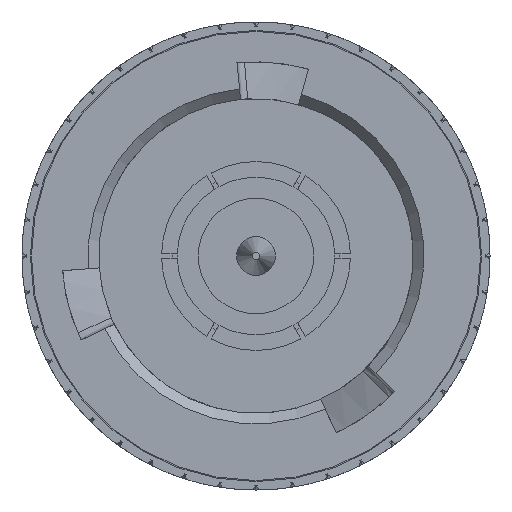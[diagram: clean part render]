
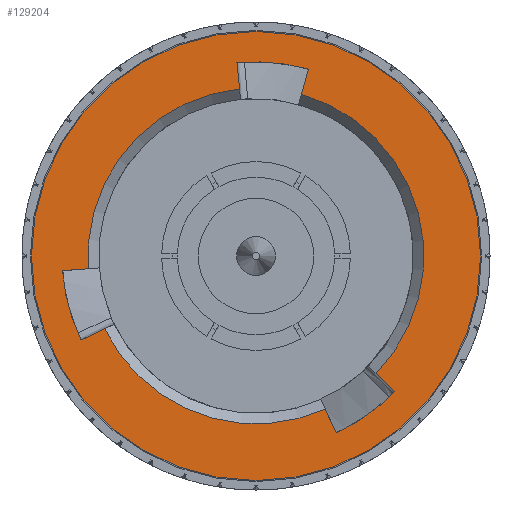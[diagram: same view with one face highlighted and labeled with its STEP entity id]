
A CAD part, left-side view. The second image highlights one B-rep face of the part: STEP entity #129204.
In plain terms, the highlighted planar face has unit normal (-1, 0, 0).
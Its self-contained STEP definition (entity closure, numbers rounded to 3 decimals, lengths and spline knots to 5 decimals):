
#73 = CARTESIAN_POINT ( 'NONE',  ( 0., 0., 0. ) ) ;
#2941 = EDGE_CURVE ( 'NONE', #79899, #63893, #60104, .T. ) ;
#4330 = EDGE_CURVE ( 'NONE', #52753, #52753, #72068, .T. ) ;
#4875 = CARTESIAN_POINT ( 'NONE',  ( 0., 0., 0. ) ) ;
#5191 = AXIS2_PLACEMENT_3D ( 'NONE', #100559, #135873, #86986 ) ;
#6582 = CARTESIAN_POINT ( 'NONE',  ( 0., -0.06594, -0.14578 ) ) ;
#7354 = VERTEX_POINT ( 'NONE', #100633 ) ;
#8158 = ORIENTED_EDGE ( 'NONE', *, *, #87129, .F. ) ;
#8985 = EDGE_CURVE ( 'NONE', #152523, #119482, #121291, .T. ) ;
#10271 = EDGE_CURVE ( 'NONE', #70275, #79899, #45654, .T. ) ;
#11421 = CARTESIAN_POINT ( 'NONE',  ( 0., 0., 0. ) ) ;
#11462 = CARTESIAN_POINT ( 'NONE',  ( 0., 0.0157, 0.15923 ) ) ;
#12870 = DIRECTION ( 'NONE',  ( -1., 0., 0. ) ) ;
#13007 = DIRECTION ( 'NONE',  ( 1., 0., 0. ) ) ;
#13246 = VERTEX_POINT ( 'NONE', #113430 ) ;
#13439 = ORIENTED_EDGE ( 'NONE', *, *, #61696, .F. ) ;
#13659 = CARTESIAN_POINT ( 'NONE',  ( 0., 0., 0. ) ) ;
#17460 = AXIS2_PLACEMENT_3D ( 'NONE', #11421, #13007, #135593 ) ;
#17485 = ORIENTED_EDGE ( 'NONE', *, *, #109280, .F. ) ;
#20202 = CARTESIAN_POINT ( 'NONE',  ( 0., -0.04994, 0.17813 ) ) ;
#20257 = AXIS2_PLACEMENT_3D ( 'NONE', #48442, #47649, #145373 ) ;
#20274 = ORIENTED_EDGE ( 'NONE', *, *, #35764, .F. ) ;
#21213 = CARTESIAN_POINT ( 'NONE',  ( 0., 0.20109, -0.07319 ) ) ;
#23626 = ORIENTED_EDGE ( 'NONE', *, *, #140787, .T. ) ;
#26741 = EDGE_CURVE ( 'NONE', #154139, #137335, #117533, .T. ) ;
#32774 = CARTESIAN_POINT ( 'NONE',  ( 0., 0.18447, -0.014 ) ) ;
#33055 = LINE ( 'NONE', #128435, #65481 ) ;
#34907 = CARTESIAN_POINT ( 'NONE',  ( 0., -0.13225, -0.12937 ) ) ;
#35764 = EDGE_CURVE ( 'NONE', #118080, #13246, #59597, .T. ) ;
#36013 = VECTOR ( 'NONE', #127988, 39.37008 ) ;
#36294 = ORIENTED_EDGE ( 'NONE', *, *, #8985, .T. ) ;
#37122 = ORIENTED_EDGE ( 'NONE', *, *, #26741, .F. ) ;
#43347 = VECTOR ( 'NONE', #154028, 39.37008 ) ;
#44784 = CARTESIAN_POINT ( 'NONE',  ( 0., -0.11438, -0.11188 ) ) ;
#45654 = CIRCLE ( 'NONE', #107021, 0.185 ) ;
#47649 = DIRECTION ( 'NONE',  ( -1., 0., 0. ) ) ;
#48442 = CARTESIAN_POINT ( 'NONE',  ( 0., 0., 0. ) ) ;
#51718 = EDGE_LOOP ( 'NONE', ( #60262 ) ) ;
#52753 = VERTEX_POINT ( 'NONE', #21213 ) ;
#53759 = DIRECTION ( 'NONE',  ( -1., 0., 0. ) ) ;
#56323 = VECTOR ( 'NONE', #87677, 39.37008 ) ;
#59597 = CIRCLE ( 'NONE', #97973, 0.185 ) ;
#60104 = LINE ( 'NONE', #108907, #128359 ) ;
#60262 = ORIENTED_EDGE ( 'NONE', *, *, #4330, .T. ) ;
#61696 = EDGE_CURVE ( 'NONE', #13246, #7354, #77759, .T. ) ;
#61794 = DIRECTION ( 'NONE',  ( 0., 0.174, 0.985 ) ) ;
#62083 = DIRECTION ( 'NONE',  ( 0., 0., -1. ) ) ;
#63893 = VERTEX_POINT ( 'NONE', #44784 ) ;
#65240 = CARTESIAN_POINT ( 'NONE',  ( 0., -0.06182, -0.13667 ) ) ;
#65481 = VECTOR ( 'NONE', #105122, 39.37008 ) ;
#66355 = AXIS2_PLACEMENT_3D ( 'NONE', #98084, #131803, #62083 ) ;
#66863 = ORIENTED_EDGE ( 'NONE', *, *, #78828, .T. ) ;
#68957 = CIRCLE ( 'NONE', #79213, 0.16 ) ;
#70275 = VERTEX_POINT ( 'NONE', #144416 ) ;
#72068 = CIRCLE ( 'NONE', #95037, 0.214 ) ;
#74996 = PLANE ( 'NONE',  #5191 ) ;
#76412 = EDGE_CURVE ( 'NONE', #137335, #152769, #143120, .T. ) ;
#77759 = LINE ( 'NONE', #116201, #92919 ) ;
#78828 = EDGE_CURVE ( 'NONE', #154139, #63893, #104747, .T. ) ;
#79213 = AXIS2_PLACEMENT_3D ( 'NONE', #151885, #142233, #93330 ) ;
#79899 = VERTEX_POINT ( 'NONE', #34907 ) ;
#86986 = DIRECTION ( 'NONE',  ( 0., 1., 0. ) ) ;
#87129 = EDGE_CURVE ( 'NONE', #152769, #119482, #33055, .T. ) ;
#87677 = DIRECTION ( 'NONE',  ( 0., -0.412, -0.911 ) ) ;
#88083 = DIRECTION ( 'NONE',  ( 0., 0.94, -0.342 ) ) ;
#89625 = CARTESIAN_POINT ( 'NONE',  ( 0., -0.04319, 0.15406 ) ) ;
#89750 = DIRECTION ( 'NONE',  ( 0., -0.902, 0.433 ) ) ;
#90457 = ORIENTED_EDGE ( 'NONE', *, *, #10271, .F. ) ;
#92919 = VECTOR ( 'NONE', #89750, 39.37008 ) ;
#93330 = DIRECTION ( 'NONE',  ( 0., -0.94, 0.342 ) ) ;
#95037 = AXIS2_PLACEMENT_3D ( 'NONE', #73, #122632, #88083 ) ;
#95043 = FACE_BOUND ( 'NONE', #142408, .T. ) ;
#95090 = ORIENTED_EDGE ( 'NONE', *, *, #76412, .F. ) ;
#97973 = AXIS2_PLACEMENT_3D ( 'NONE', #4875, #53759, #116190 ) ;
#98084 = CARTESIAN_POINT ( 'NONE',  ( 0., 0., 0. ) ) ;
#100559 = CARTESIAN_POINT ( 'NONE',  ( 0., -0.07319, -0.20109 ) ) ;
#100633 = CARTESIAN_POINT ( 'NONE',  ( 0., 0.14426, -0.06921 ) ) ;
#104747 = CIRCLE ( 'NONE', #66355, 0.16 ) ;
#105122 = DIRECTION ( 'NONE',  ( 0., -0.098, -0.995 ) ) ;
#105478 = CARTESIAN_POINT ( 'NONE',  ( 0., -0.04049, 0.14443 ) ) ;
#105923 = CARTESIAN_POINT ( 'NONE',  ( 0., 0.14957, -0.01135 ) ) ;
#107021 = AXIS2_PLACEMENT_3D ( 'NONE', #13659, #12870, #61794 ) ;
#108907 = CARTESIAN_POINT ( 'NONE',  ( 0., -0.10723, -0.10489 ) ) ;
#109117 = CARTESIAN_POINT ( 'NONE',  ( 0., 0.01815, 0.18411 ) ) ;
#109280 = EDGE_CURVE ( 'NONE', #152523, #118080, #131586, .T. ) ;
#113430 = CARTESIAN_POINT ( 'NONE',  ( 0., 0.1668, -0.08003 ) ) ;
#116190 = DIRECTION ( 'NONE',  ( 0., -0.985, -0.174 ) ) ;
#116201 = CARTESIAN_POINT ( 'NONE',  ( 0., 0.13524, -0.06489 ) ) ;
#117533 = LINE ( 'NONE', #105478, #36013 ) ;
#118080 = VERTEX_POINT ( 'NONE', #32774 ) ;
#119482 = VERTEX_POINT ( 'NONE', #11462 ) ;
#119796 = CARTESIAN_POINT ( 'NONE',  ( 0., 0.15954, -0.01211 ) ) ;
#121291 = CIRCLE ( 'NONE', #17460, 0.16 ) ;
#122632 = DIRECTION ( 'NONE',  ( -1., 0., 0. ) ) ;
#126469 = EDGE_CURVE ( 'NONE', #144145, #70275, #148582, .T. ) ;
#127988 = DIRECTION ( 'NONE',  ( 0., -0.27, 0.963 ) ) ;
#128337 = ORIENTED_EDGE ( 'NONE', *, *, #126469, .F. ) ;
#128359 = VECTOR ( 'NONE', #157790, 39.37008 ) ;
#128435 = CARTESIAN_POINT ( 'NONE',  ( 0., 0.01472, 0.14928 ) ) ;
#129204 = ADVANCED_FACE ( 'NONE', ( #95043, #131937 ), #74996, .F. ) ;
#131586 = LINE ( 'NONE', #105923, #43347 ) ;
#131803 = DIRECTION ( 'NONE',  ( 1., 0., 0. ) ) ;
#131937 = FACE_OUTER_BOUND ( 'NONE', #51718, .T. ) ;
#135593 = DIRECTION ( 'NONE',  ( 0., -0.94, 0.342 ) ) ;
#135873 = DIRECTION ( 'NONE',  ( 1., 0., 0. ) ) ;
#137335 = VERTEX_POINT ( 'NONE', #20202 ) ;
#140787 = EDGE_CURVE ( 'NONE', #144145, #7354, #68957, .T. ) ;
#142233 = DIRECTION ( 'NONE',  ( 1., 0., 0. ) ) ;
#142408 = EDGE_LOOP ( 'NONE', ( #36294, #8158, #95090, #37122, #66863, #148111, #90457, #128337, #23626, #13439, #20274, #17485 ) ) ;
#143120 = CIRCLE ( 'NONE', #20257, 0.185 ) ;
#144145 = VERTEX_POINT ( 'NONE', #6582 ) ;
#144416 = CARTESIAN_POINT ( 'NONE',  ( 0., -0.07625, -0.16856 ) ) ;
#145373 = DIRECTION ( 'NONE',  ( 0., 0.5, -0.866 ) ) ;
#148111 = ORIENTED_EDGE ( 'NONE', *, *, #2941, .F. ) ;
#148582 = LINE ( 'NONE', #65240, #56323 ) ;
#151885 = CARTESIAN_POINT ( 'NONE',  ( 0., 0., 0. ) ) ;
#152523 = VERTEX_POINT ( 'NONE', #119796 ) ;
#152769 = VERTEX_POINT ( 'NONE', #109117 ) ;
#154028 = DIRECTION ( 'NONE',  ( 0., 0.997, -0.076 ) ) ;
#154139 = VERTEX_POINT ( 'NONE', #89625 ) ;
#157790 = DIRECTION ( 'NONE',  ( 0., 0.715, 0.699 ) ) ;
